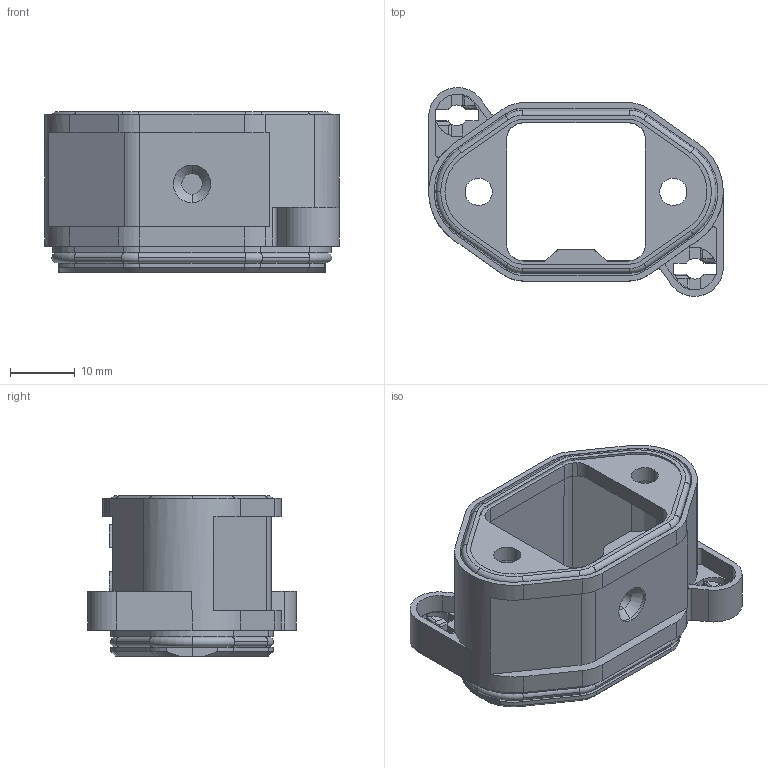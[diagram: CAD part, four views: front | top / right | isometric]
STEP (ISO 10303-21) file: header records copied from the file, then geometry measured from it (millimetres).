
FILE_DESCRIPTION(/* description */ (''),/* implementation_level */ '2;1');
FILE_NAME(/* name */ '3D_1130033401001_HP3A_H-BK-2T_V1.1.STP',/* time_stamp */ '2023-12-08T10:13:59+08:00',/* author */ (''),/* organization */ (''),/* preprocessor_version */ 'ST-DEVELOPER v18.1',/* originating_system */ 'SIEMENS PLM Software NX 1980',/* authorisation */ '');
FILE_SCHEMA (('AP203_CONFIGURATION_CONTROLLED_3D_DESIGN_OF_MECHANICAL_PARTS_AND_ASSEMBLIES_MIM_LF { 1 0 10303 403 2 1 2}'));
Length unit declared in the file: millimetre
Products named in the file (1): temp2
Bounding box: 45.4 x 32.19 x 24.7 mm (x, y, z)
Volume: 6968.6 mm3; surface area: 8694.8 mm2
Topology: 9 solids, 9 shells, 390 faces, 1071 edges, 701 vertices
Faces by surface type: plane 203, cylinder 115, cone 37, torus 23, extrusion 8, bspline 4
Entity records: 12911 total; most frequent: CARTESIAN_POINT 2994, ORIENTED_EDGE 2142, DIRECTION 1928, EDGE_CURVE 1071, VERTEX_POINT 701, AXIS2_PLACEMENT_3D 684, VECTOR 560, LINE 552
